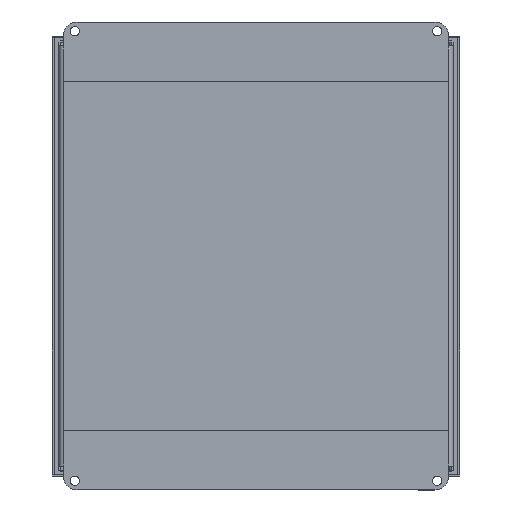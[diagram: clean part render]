
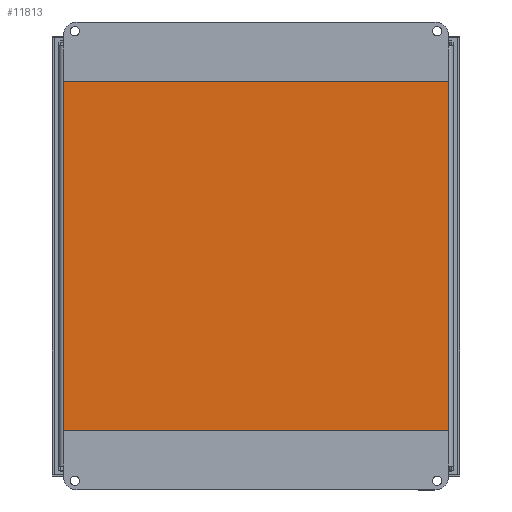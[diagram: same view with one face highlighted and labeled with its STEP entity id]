
A CAD part, top view. The second image highlights one B-rep face of the part: STEP entity #11813.
In plain terms, the highlighted face is planar.
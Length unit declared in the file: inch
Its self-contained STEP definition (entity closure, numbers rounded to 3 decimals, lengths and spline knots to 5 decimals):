
#1124=PLANE('',#12663);
#1697=FACE_OUTER_BOUND('',#2379,.T.);
#2379=EDGE_LOOP('',(#10293,#10294,#10295,#10296));
#3564=LINE('',#19279,#4767);
#3571=LINE('',#19300,#4774);
#3578=LINE('',#19321,#4781);
#3584=LINE('',#19339,#4787);
#4767=VECTOR('',#15286,11.4725);
#4774=VECTOR('',#15315,10.4725);
#4781=VECTOR('',#15346,11.4725);
#4787=VECTOR('',#15374,10.4725);
#5849=VERTEX_POINT('',#19276);
#5850=VERTEX_POINT('',#19278);
#5853=VERTEX_POINT('',#19298);
#5855=VERTEX_POINT('',#19319);
#7332=EDGE_CURVE('',#5850,#5849,#3564,.T.);
#7343=EDGE_CURVE('',#5849,#5853,#3571,.T.);
#7354=EDGE_CURVE('',#5853,#5855,#3578,.T.);
#7364=EDGE_CURVE('',#5855,#5850,#3584,.T.);
#10293=ORIENTED_EDGE('',*,*,#7332,.T.);
#10294=ORIENTED_EDGE('',*,*,#7343,.T.);
#10295=ORIENTED_EDGE('',*,*,#7354,.T.);
#10296=ORIENTED_EDGE('',*,*,#7364,.T.);
#11813=ADVANCED_FACE('',(#1697),#1124,.F.);
#12663=AXIS2_PLACEMENT_3D('',#19355,#15400,#15401);
#15286=DIRECTION('',(0.,-1.,0.));
#15315=DIRECTION('',(-1.,0.,0.));
#15346=DIRECTION('',(0.,1.,0.));
#15374=DIRECTION('',(1.,0.,0.));
#15400=DIRECTION('center_axis',(0.,0.,1.));
#15401=DIRECTION('ref_axis',(1.,0.,0.));
#19276=CARTESIAN_POINT('',(10.61125,0.13875,0.));
#19278=CARTESIAN_POINT('',(10.61125,11.61125,0.));
#19279=CARTESIAN_POINT('',(10.61125,8.74313,0.));
#19298=CARTESIAN_POINT('',(0.13875,0.13875,0.));
#19300=CARTESIAN_POINT('',(7.99313,0.13875,0.));
#19319=CARTESIAN_POINT('',(0.13875,11.61125,0.));
#19321=CARTESIAN_POINT('',(0.13875,3.00688,0.));
#19339=CARTESIAN_POINT('',(2.75688,11.61125,0.));
#19355=CARTESIAN_POINT('Origin',(5.375,5.875,0.));
